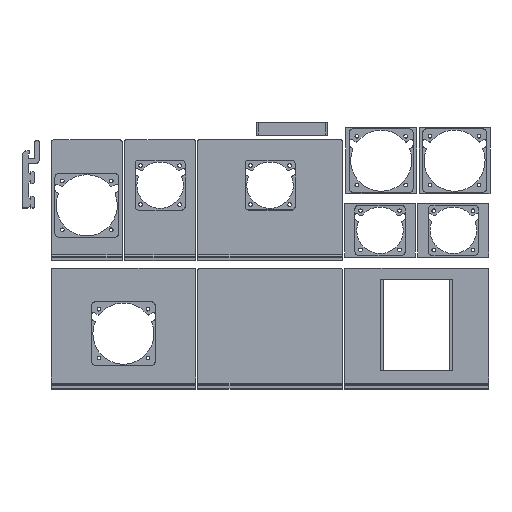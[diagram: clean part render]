
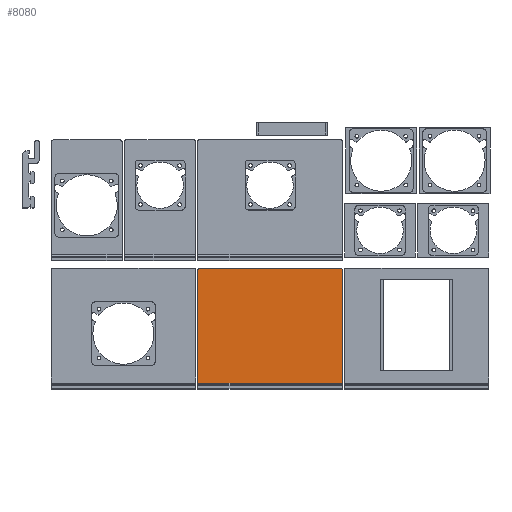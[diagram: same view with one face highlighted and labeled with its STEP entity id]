
A CAD part, top view. The second image highlights one B-rep face of the part: STEP entity #8080.
In plain terms, the highlighted planar face has unit normal (0, 0, 1).
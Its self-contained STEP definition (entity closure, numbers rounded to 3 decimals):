
#187=PLANE('',#8637);
#465=FACE_OUTER_BOUND('',#901,.T.);
#901=EDGE_LOOP('',(#6040,#6041,#6042,#6043,#6044,#6045,#6046,#6047));
#1501=LINE('',#12421,#2307);
#1503=LINE('',#12428,#2309);
#1504=LINE('',#12430,#2310);
#1505=LINE('',#12432,#2311);
#1506=LINE('',#12434,#2312);
#1507=LINE('',#12435,#2313);
#2307=VECTOR('',#9946,10.);
#2309=VECTOR('',#9954,10.);
#2310=VECTOR('',#9955,10.);
#2311=VECTOR('',#9956,10.);
#2312=VECTOR('',#9957,10.);
#2313=VECTOR('',#9958,10.);
#2983=CIRCLE('',#8633,1.);
#2984=CIRCLE('',#8636,1.);
#3523=VERTEX_POINT('',#12413);
#3524=VERTEX_POINT('',#12414);
#3525=VERTEX_POINT('',#12419);
#3526=VERTEX_POINT('',#12423);
#3527=VERTEX_POINT('',#12427);
#3528=VERTEX_POINT('',#12429);
#3529=VERTEX_POINT('',#12431);
#3530=VERTEX_POINT('',#12433);
#4462=EDGE_CURVE('',#3523,#3524,#2983,.T.);
#4466=EDGE_CURVE('',#3525,#3523,#1501,.T.);
#4468=EDGE_CURVE('',#3526,#3525,#2984,.T.);
#4469=EDGE_CURVE('',#3527,#3526,#1503,.T.);
#4470=EDGE_CURVE('',#3527,#3528,#1504,.T.);
#4471=EDGE_CURVE('',#3528,#3529,#1505,.T.);
#4472=EDGE_CURVE('',#3529,#3530,#1506,.T.);
#4473=EDGE_CURVE('',#3524,#3530,#1507,.T.);
#6040=ORIENTED_EDGE('',*,*,#4468,.F.);
#6041=ORIENTED_EDGE('',*,*,#4469,.F.);
#6042=ORIENTED_EDGE('',*,*,#4470,.T.);
#6043=ORIENTED_EDGE('',*,*,#4471,.T.);
#6044=ORIENTED_EDGE('',*,*,#4472,.T.);
#6045=ORIENTED_EDGE('',*,*,#4473,.F.);
#6046=ORIENTED_EDGE('',*,*,#4462,.F.);
#6047=ORIENTED_EDGE('',*,*,#4466,.F.);
#8080=ADVANCED_FACE('',(#465),#187,.T.);
#8633=AXIS2_PLACEMENT_3D('',#12415,#9939,#9940);
#8636=AXIS2_PLACEMENT_3D('',#12425,#9950,#9951);
#8637=AXIS2_PLACEMENT_3D('',#12426,#9952,#9953);
#9939=DIRECTION('center_axis',(0.,0.,
-1.));
#9940=DIRECTION('ref_axis',(0.707,0.707,0.));
#9946=DIRECTION('',(1.,0.,0.));
#9950=DIRECTION('center_axis',(0.,0.,
-1.));
#9951=DIRECTION('ref_axis',(-0.707,0.707,0.));
#9952=DIRECTION('center_axis',(0.,0.,
1.));
#9953=DIRECTION('ref_axis',(0.,1.,0.));
#9954=DIRECTION('',(0.,1.,0.));
#9955=DIRECTION('',(0.,-1.,0.));
#9956=DIRECTION('',(1.,0.,0.));
#9957=DIRECTION('',(0.,1.,0.));
#9958=DIRECTION('',(0.,-1.,0.));
#12413=CARTESIAN_POINT('',(207.,166.,28.));
#12414=CARTESIAN_POINT('',(208.,165.,28.));
#12415=CARTESIAN_POINT('Origin',(207.,165.,28.));
#12419=CARTESIAN_POINT('',(91.,166.,28.));
#12421=CARTESIAN_POINT('',(164.,166.,28.));
#12423=CARTESIAN_POINT('',(90.,165.,28.));
#12425=CARTESIAN_POINT('Origin',(91.,165.,28.));
#12426=CARTESIAN_POINT('Origin',(179.,72.001,28.));
#12427=CARTESIAN_POINT('',(90.,77.,28.));
#12428=CARTESIAN_POINT('',(90.,122.757,28.));
#12429=CARTESIAN_POINT('',(90.,72.001,28.));
#12430=CARTESIAN_POINT('',(90.,94.507,28.));
#12431=CARTESIAN_POINT('',(208.,72.001,28.));
#12432=CARTESIAN_POINT('',(179.,72.001,28.));
#12433=CARTESIAN_POINT('',(208.,77.,28.));
#12434=CARTESIAN_POINT('',(208.,94.507,28.));
#12435=CARTESIAN_POINT('',(208.,122.757,28.));
